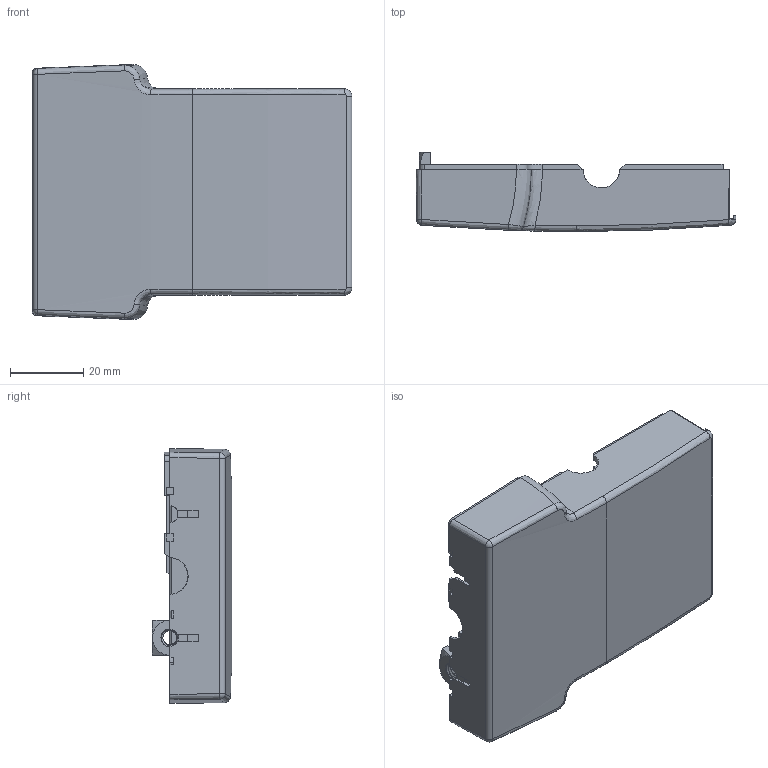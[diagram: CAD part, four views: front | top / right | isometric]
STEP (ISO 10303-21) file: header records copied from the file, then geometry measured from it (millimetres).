
FILE_DESCRIPTION (( 'STEP AP214' ), '1' );
FILE_NAME ('Shell.STEP', '2016-10-25T01:52:51', ( '' ), ( '' ), 'SwSTEP 2.0', 'SolidWorks 2016', '' );
FILE_SCHEMA (( 'AUTOMOTIVE_DESIGN' ));
Length unit declared in the file: millimetre
Products named in the file (1): Shell
Bounding box: 87.34 x 21.62 x 69.63 mm (x, y, z)
Volume: 20247 mm3; surface area: 25332.6 mm2
Topology: 2 solids, 2 shells, 508 faces, 1326 edges, 856 vertices
Faces by surface type: plane 343, bspline 74, cylinder 48, cone 37, sphere 4, torus 2
Entity records: 18668 total; most frequent: CARTESIAN_POINT 7199, ORIENTED_EDGE 2648, DIRECTION 1902, EDGE_CURVE 1324, VERTEX_POINT 856, VECTOR 842, LINE 842, EDGE_LOOP 546
